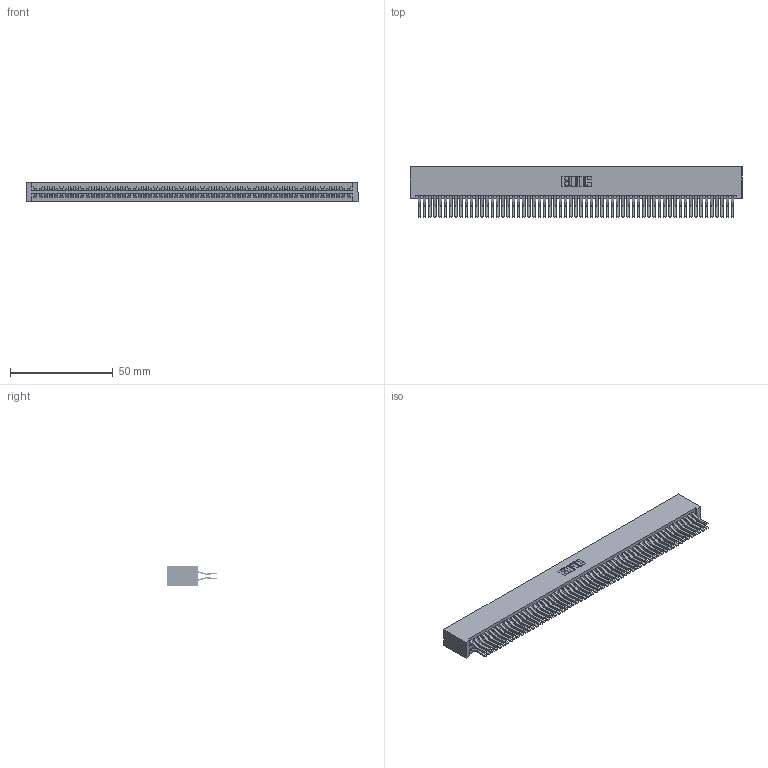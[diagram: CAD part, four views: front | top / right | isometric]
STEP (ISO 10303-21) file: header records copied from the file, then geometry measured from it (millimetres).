
FILE_DESCRIPTION (( 'STEP AP203' ), '1' );
FILE_NAME ('845-122-560-201.STEP', '2018-11-21T15:07:40', ( '' ), ( '' ), 'SwSTEP 2.0', 'SolidWorks 2016', '' );
FILE_SCHEMA (( 'CONFIG_CONTROL_DESIGN' ));
Length unit declared in the file: inch
Products named in the file (3): 845 Part_No Mounting Lugs; 345-292-001_560 Tail; 845-122-560-201
Assembly tree (123 placements, depth 2):
  845-122-560-201
    845 Part_No Mounting Lugs
    345-292-001_560 Tail  x122
Bounding box: 161.54 x 24.45 x 9.4 mm (x, y, z)
Volume: 17284.5 mm3; surface area: 28277.3 mm2
Topology: 123 solids, 123 shells, 6462 faces, 19227 edges, 12654 vertices
Faces by surface type: plane 4102, cylinder 2360
Entity records: 45115 total; most frequent: CARTESIAN_POINT 7544, ORIENTED_EDGE 7478, DIRECTION 6627, EDGE_CURVE 3739, LINE 3367, VECTOR 3367, VERTEX_POINT 2490, AXIS2_PLACEMENT_3D 1630
